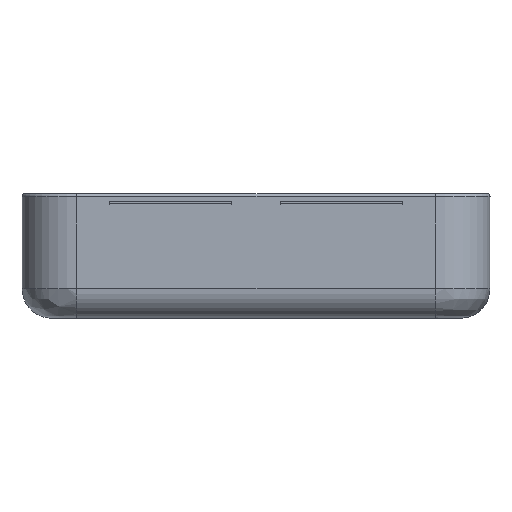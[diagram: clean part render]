
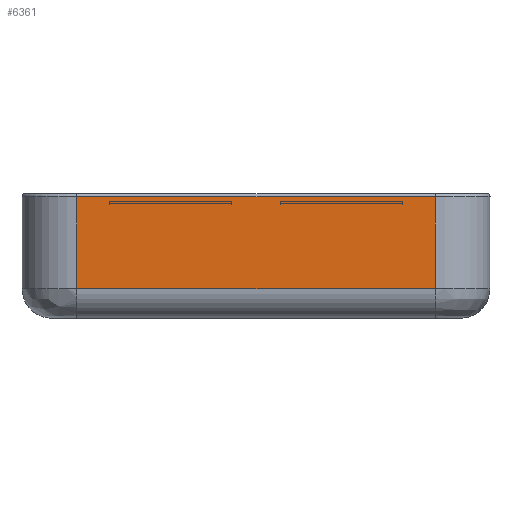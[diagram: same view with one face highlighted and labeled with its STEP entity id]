
A CAD part, front view. The second image highlights one B-rep face of the part: STEP entity #6361.
In plain terms, the highlighted planar face has unit normal (0, -1, 0).
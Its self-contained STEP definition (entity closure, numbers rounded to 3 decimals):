
#415=PLANE('',#6968);
#930=LINE('',#11945,#1463);
#937=LINE('',#11977,#1470);
#938=LINE('',#11981,#1471);
#939=LINE('',#11982,#1472);
#1463=VECTOR('',#8633,10.);
#1470=VECTOR('',#8672,10.);
#1471=VECTOR('',#8677,10.);
#1472=VECTOR('',#8678,10.);
#1875=FACE_OUTER_BOUND('',#2270,.T.);
#2270=EDGE_LOOP('',(#5803,#5804,#5805,#5806));
#3154=VERTEX_POINT('',#11939);
#3155=VERTEX_POINT('',#11943);
#3164=VERTEX_POINT('',#11976);
#3165=VERTEX_POINT('',#11980);
#4056=EDGE_CURVE('',#3155,#3154,#930,.T.);
#4072=EDGE_CURVE('',#3154,#3164,#937,.T.);
#4074=EDGE_CURVE('',#3155,#3165,#938,.T.);
#4075=EDGE_CURVE('',#3164,#3165,#939,.T.);
#5803=ORIENTED_EDGE('',*,*,#4056,.F.);
#5804=ORIENTED_EDGE('',*,*,#4074,.T.);
#5805=ORIENTED_EDGE('',*,*,#4075,.F.);
#5806=ORIENTED_EDGE('',*,*,#4072,.F.);
#6361=ADVANCED_FACE('',(#1875),#415,.T.);
#6968=AXIS2_PLACEMENT_3D('',#11979,#8675,#8676);
#8633=DIRECTION('',(1.,0.,0.));
#8672=DIRECTION('',(0.,0.,-1.));
#8675=DIRECTION('center_axis',(0.,-1.,0.));
#8676=DIRECTION('ref_axis',(-1.,0.,0.));
#8677=DIRECTION('',(0.,0.,-1.));
#8678=DIRECTION('',(-1.,0.,0.));
#11939=CARTESIAN_POINT('',(30.268,-61.,0.5));
#11943=CARTESIAN_POINT('',(-30.268,-61.,0.5));
#11945=CARTESIAN_POINT('',(15.134,-61.,0.5));
#11976=CARTESIAN_POINT('',(30.268,-61.,-15.));
#11977=CARTESIAN_POINT('',(30.268,-61.,0.));
#11979=CARTESIAN_POINT('Origin',(30.268,-61.,0.));
#11980=CARTESIAN_POINT('',(-30.268,-61.,-15.));
#11981=CARTESIAN_POINT('',(-30.268,-61.,0.));
#11982=CARTESIAN_POINT('',(15.134,-61.,-15.));
